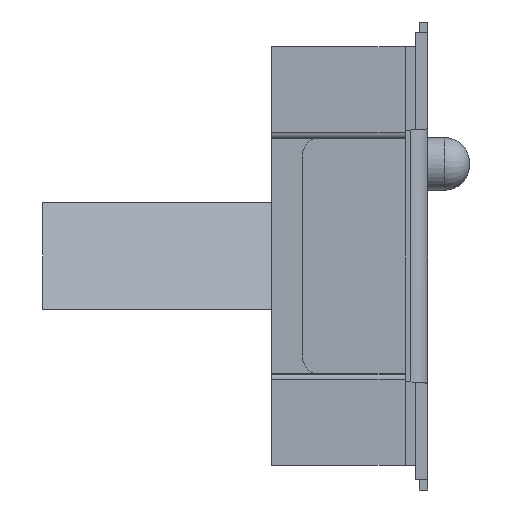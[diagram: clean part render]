
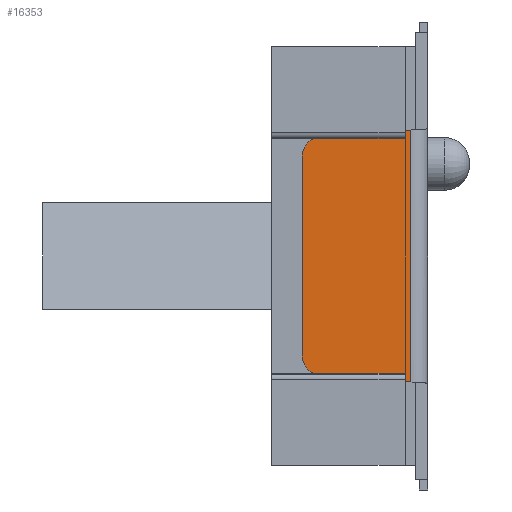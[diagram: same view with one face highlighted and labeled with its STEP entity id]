
A CAD part, left-side view. The second image highlights one B-rep face of the part: STEP entity #16353.
In plain terms, the highlighted planar face has unit normal (-1, 0, 0).
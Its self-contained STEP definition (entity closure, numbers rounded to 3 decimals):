
#327 = AXIS2_PLACEMENT_3D ( 'NONE', #27857, #15819, #18334 ) ;
#474 = EDGE_CURVE ( 'NONE', #16553, #21650, #14858, .T. ) ;
#753 = EDGE_CURVE ( 'NONE', #22024, #20436, #14823, .T. ) ;
#1078 = EDGE_CURVE ( 'NONE', #9085, #20436, #19284, .T. ) ;
#2390 = EDGE_CURVE ( 'NONE', #16553, #10568, #18322, .T. ) ;
#2585 = ORIENTED_EDGE ( 'NONE', *, *, #2907, .F. ) ;
#2907 = EDGE_CURVE ( 'NONE', #21650, #22024, #30235, .T. ) ;
#2929 = VECTOR ( 'NONE', #23349, 1000. ) ;
#3450 = AXIS2_PLACEMENT_3D ( 'NONE', #29465, #22008, #24177 ) ;
#3768 = VECTOR ( 'NONE', #30915, 1000. ) ;
#5063 = FACE_OUTER_BOUND ( 'NONE', #7389, .T. ) ;
#6289 = ORIENTED_EDGE ( 'NONE', *, *, #474, .F. ) ;
#6587 = ORIENTED_EDGE ( 'NONE', *, *, #1078, .T. ) ;
#6786 = CARTESIAN_POINT ( 'NONE',  ( -19.42, 1.5, 1.181 ) ) ;
#7318 = ORIENTED_EDGE ( 'NONE', *, *, #753, .F. ) ;
#7389 = EDGE_LOOP ( 'NONE', ( #6289, #22330, #28540, #6587, #7318, #2585 ) ) ;
#7520 = DIRECTION ( 'NONE',  ( 0., 0.998, 0.07 ) ) ;
#9085 = VERTEX_POINT ( 'NONE', #18851 ) ;
#10354 = CARTESIAN_POINT ( 'NONE',  ( -19.42, 1.5, 2.675 ) ) ;
#10550 = VECTOR ( 'NONE', #30686, 1000. ) ;
#10568 = VERTEX_POINT ( 'NONE', #6786 ) ;
#11849 = CARTESIAN_POINT ( 'NONE',  ( -19.42, 0.2, 2.675 ) ) ;
#14124 = DIRECTION ( 'NONE',  ( 1., 0., 0. ) ) ;
#14542 = DIRECTION ( 'NONE',  ( 0., 1., 0. ) ) ;
#14823 = LINE ( 'NONE', #14948, #20232 ) ;
#14858 = LINE ( 'NONE', #18363, #3768 ) ;
#14948 = CARTESIAN_POINT ( 'NONE',  ( -19.42, 0., -1.519 ) ) ;
#15819 = DIRECTION ( 'NONE',  ( -1., 0., 0. ) ) ;
#16353 = ADVANCED_FACE ( 'NONE', ( #5063 ), #29060, .F. ) ;
#16553 = VERTEX_POINT ( 'NONE', #17462 ) ;
#17153 = LINE ( 'NONE', #10354, #10550 ) ;
#17462 = CARTESIAN_POINT ( 'NONE',  ( -19.42, 1.267, 1.43 ) ) ;
#18322 = CIRCLE ( 'NONE', #3450, 0.25 ) ;
#18334 = DIRECTION ( 'NONE',  ( 0., 1., 0. ) ) ;
#18363 = CARTESIAN_POINT ( 'NONE',  ( -19.42, 0., 1.519 ) ) ;
#18851 = CARTESIAN_POINT ( 'NONE',  ( -19.42, 1.5, -1.181 ) ) ;
#19284 = CIRCLE ( 'NONE', #327, 0.25 ) ;
#20232 = VECTOR ( 'NONE', #7520, 1000. ) ;
#20436 = VERTEX_POINT ( 'NONE', #20854 ) ;
#20854 = CARTESIAN_POINT ( 'NONE',  ( -19.42, 1.267, -1.43 ) ) ;
#21650 = VERTEX_POINT ( 'NONE', #31046 ) ;
#22008 = DIRECTION ( 'NONE',  ( -1., 0., 0. ) ) ;
#22024 = VERTEX_POINT ( 'NONE', #25086 ) ;
#22330 = ORIENTED_EDGE ( 'NONE', *, *, #2390, .T. ) ;
#23349 = DIRECTION ( 'NONE',  ( 0., 0., -1. ) ) ;
#23724 = EDGE_CURVE ( 'NONE', #10568, #9085, #17153, .T. ) ;
#24177 = DIRECTION ( 'NONE',  ( 0., 1., 0. ) ) ;
#25086 = CARTESIAN_POINT ( 'NONE',  ( -19.42, 0.2, -1.505 ) ) ;
#26488 = AXIS2_PLACEMENT_3D ( 'NONE', #11849, #14124, #14542 ) ;
#27857 = CARTESIAN_POINT ( 'NONE',  ( -19.42, 1.25, -1.181 ) ) ;
#28540 = ORIENTED_EDGE ( 'NONE', *, *, #23724, .T. ) ;
#29060 = PLANE ( 'NONE',  #26488 ) ;
#29465 = CARTESIAN_POINT ( 'NONE',  ( -19.42, 1.25, 1.181 ) ) ;
#30235 = LINE ( 'NONE', #30710, #2929 ) ;
#30686 = DIRECTION ( 'NONE',  ( 0., 0., -1. ) ) ;
#30710 = CARTESIAN_POINT ( 'NONE',  ( -19.42, 0.2, 2.675 ) ) ;
#30915 = DIRECTION ( 'NONE',  ( 0., -0.998, 0.07 ) ) ;
#31046 = CARTESIAN_POINT ( 'NONE',  ( -19.42, 0.2, 1.505 ) ) ;
